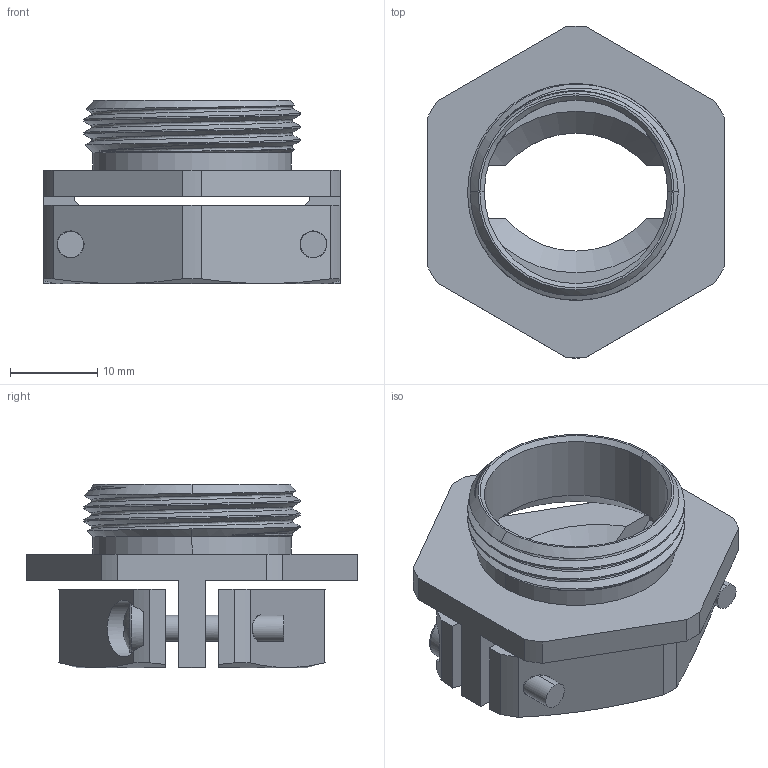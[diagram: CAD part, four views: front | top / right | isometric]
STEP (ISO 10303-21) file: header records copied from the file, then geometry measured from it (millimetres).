
FILE_DESCRIPTION(/* description */ (''),/* implementation_level */ '2;1');
FILE_NAME(/* name */ 'C3D_N 16 250 0103.stp',/* time_stamp */ '2020-04-07T15:13:03+02:00',/* author */ (''),/* organization */ (''),/* preprocessor_version */ 'ST-DEVELOPER v16.7',/* originating_system */ 'SIEMENS PLM Software NX 12.0',/* authorisation */ '');
FILE_SCHEMA (('AUTOMOTIVE_DESIGN { 1 0 10303 214 3 1 1 1 }'));
Length unit declared in the file: millimetre
Products named in the file (1): pwoe26D47A6Fen1n
Bounding box: 33.92 x 37.99 x 21 mm (x, y, z)
Volume: 6410.1 mm3; surface area: 6063 mm2
Topology: 1 solids, 1 shells, 281 faces, 797 edges, 509 vertices
Faces by surface type: cylinder 92, plane 80, cone 64, bspline 28, torus 13, sphere 4
Entity records: 24031 total; most frequent: CARTESIAN_POINT 17261, ORIENTED_EDGE 1586, DIRECTION 1282, EDGE_CURVE 793, AXIS2_PLACEMENT_3D 519, VERTEX_POINT 509, EDGE_LOOP 298, ADVANCED_FACE 281
